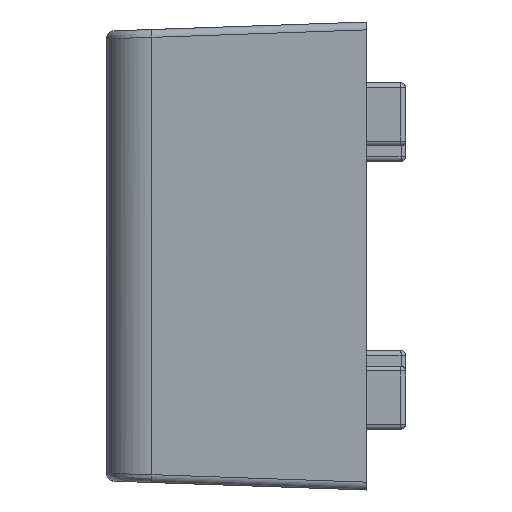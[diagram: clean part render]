
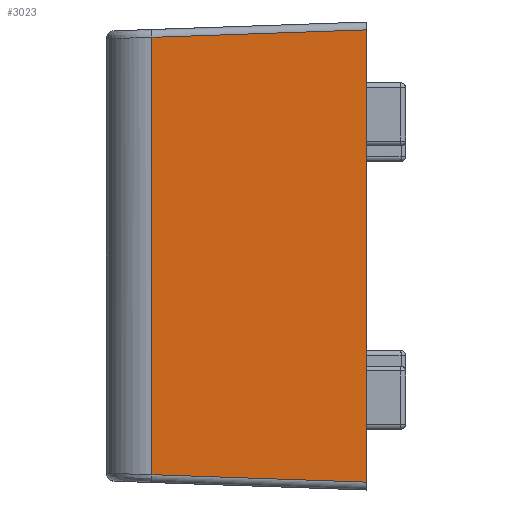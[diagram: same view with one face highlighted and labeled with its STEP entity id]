
A CAD part, left-side view. The second image highlights one B-rep face of the part: STEP entity #3023.
In plain terms, the highlighted planar face has unit normal (-0.999, 0.035, 0).
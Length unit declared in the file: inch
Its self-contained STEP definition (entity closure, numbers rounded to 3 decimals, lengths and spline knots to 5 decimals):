
#371=FACE_OUTER_BOUND('',#551,.T.);
#551=EDGE_LOOP('',(#2469,#2470,#2471,#2472));
#774=LINE('',#4769,#1056);
#858=LINE('',#5160,#1140);
#859=LINE('',#5162,#1141);
#860=LINE('',#5163,#1142);
#1056=VECTOR('',#3724,1.13076);
#1140=VECTOR('',#4000,0.53627);
#1141=VECTOR('',#4001,1.09335);
#1142=VECTOR('',#4002,0.53627);
#1338=VERTEX_POINT('',#4766);
#1339=VERTEX_POINT('',#4768);
#1413=VERTEX_POINT('',#5159);
#1414=VERTEX_POINT('',#5161);
#1661=EDGE_CURVE('',#1339,#1338,#774,.T.);
#1786=EDGE_CURVE('',#1338,#1413,#858,.T.);
#1787=EDGE_CURVE('',#1414,#1413,#859,.T.);
#1788=EDGE_CURVE('',#1414,#1339,#860,.T.);
#2469=ORIENTED_EDGE('',*,*,#1661,.T.);
#2470=ORIENTED_EDGE('',*,*,#1786,.T.);
#2471=ORIENTED_EDGE('',*,*,#1787,.F.);
#2472=ORIENTED_EDGE('',*,*,#1788,.T.);
#2914=PLANE('',#3293);
#3023=ADVANCED_FACE('',(#371),#2914,.T.);
#3293=AXIS2_PLACEMENT_3D('',#5158,#3998,#3999);
#3724=DIRECTION('',(0.,0.,1.));
#3998=DIRECTION('center_axis',(-0.999,0.035,0.));
#3999=DIRECTION('ref_axis',(0.,0.,1.));
#4000=DIRECTION('',(0.035,0.999,-0.035));
#4001=DIRECTION('',(0.,0.,1.));
#4002=DIRECTION('',(-0.035,-0.999,-0.035));
#4766=CARTESIAN_POINT('',(-1.04331,0.,0.56538));
#4768=CARTESIAN_POINT('',(-1.04331,0.,-0.56538));
#4769=CARTESIAN_POINT('',(-1.04331,0.,-0.56538));
#5158=CARTESIAN_POINT('Origin',(-1.0246,0.53562,-0.59055));
#5159=CARTESIAN_POINT('',(-1.0246,0.53562,0.54667));
#5160=CARTESIAN_POINT('',(-1.04331,0.,0.56538));
#5161=CARTESIAN_POINT('',(-1.0246,0.53562,-0.54667));
#5162=CARTESIAN_POINT('',(-1.0246,0.53562,-0.54667));
#5163=CARTESIAN_POINT('',(-1.0246,0.53562,-0.54667));
